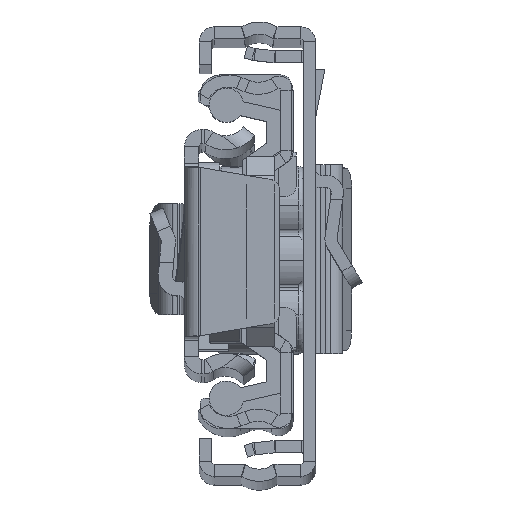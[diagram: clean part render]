
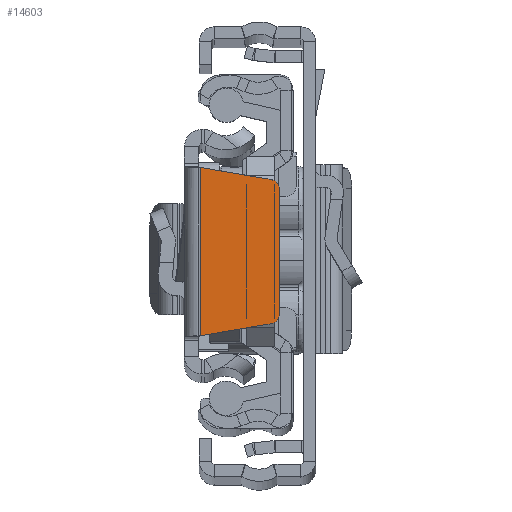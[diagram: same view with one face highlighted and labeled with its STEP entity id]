
A CAD part, top view. The second image highlights one B-rep face of the part: STEP entity #14603.
In plain terms, the highlighted planar face has unit normal (0, 0, 1).
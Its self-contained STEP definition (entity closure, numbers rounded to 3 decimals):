
#444 = VECTOR ( 'NONE', #21338, 1000. ) ;
#1035 = CARTESIAN_POINT ( 'NONE',  ( 1.6, 8.333, 0. ) ) ;
#1603 = EDGE_CURVE ( 'NONE', #10239, #10282, #2102, .T. ) ;
#1853 = CARTESIAN_POINT ( 'NONE',  ( 9.4, -6.156, 0. ) ) ;
#1875 = LINE ( 'NONE', #6914, #444 ) ;
#1986 = EDGE_CURVE ( 'NONE', #13706, #21004, #3666, .T. ) ;
#2027 = VECTOR ( 'NONE', #5043, 1000. ) ;
#2031 = ORIENTED_EDGE ( 'NONE', *, *, #18616, .T. ) ;
#2080 = DIRECTION ( 'NONE',  ( 1., 0., 0. ) ) ;
#2102 = LINE ( 'NONE', #5396, #16233 ) ;
#2436 = EDGE_CURVE ( 'NONE', #21004, #7768, #20272, .T. ) ;
#2873 = ORIENTED_EDGE ( 'NONE', *, *, #1986, .T. ) ;
#3206 = CARTESIAN_POINT ( 'NONE',  ( 8.4, 6.156, 0. ) ) ;
#3666 = CIRCLE ( 'NONE', #15895, 1. ) ;
#3681 = PLANE ( 'NONE',  #10402 ) ;
#4401 = CARTESIAN_POINT ( 'NONE',  ( 9.4, 6.156, 0. ) ) ;
#4959 = DIRECTION ( 'NONE',  ( 1., 0., 0. ) ) ;
#5043 = DIRECTION ( 'NONE',  ( -0.986, 0.168, 0. ) ) ;
#5241 = VERTEX_POINT ( 'NONE', #8204 ) ;
#5396 = CARTESIAN_POINT ( 'NONE',  ( 1.6, -8.333, 0. ) ) ;
#5731 = EDGE_LOOP ( 'NONE', ( #8155, #2031, #2873, #19142, #8009, #19315 ) ) ;
#6914 = CARTESIAN_POINT ( 'NONE',  ( 8.568, -7.142, 0. ) ) ;
#7768 = VERTEX_POINT ( 'NONE', #4401 ) ;
#8009 = ORIENTED_EDGE ( 'NONE', *, *, #15315, .T. ) ;
#8155 = ORIENTED_EDGE ( 'NONE', *, *, #1603, .T. ) ;
#8204 = CARTESIAN_POINT ( 'NONE',  ( 8.568, 7.142, 0. ) ) ;
#8323 = CARTESIAN_POINT ( 'NONE',  ( 8.568, -7.142, 0. ) ) ;
#8701 = DIRECTION ( 'NONE',  ( 1., 0., 0. ) ) ;
#9480 = CARTESIAN_POINT ( 'NONE',  ( 1.6, -8.333, 0. ) ) ;
#10239 = VERTEX_POINT ( 'NONE', #1035 ) ;
#10282 = VERTEX_POINT ( 'NONE', #9480 ) ;
#10359 = DIRECTION ( 'NONE',  ( 0., 0., -1. ) ) ;
#10402 = AXIS2_PLACEMENT_3D ( 'NONE', #20044, #10359, #8701 ) ;
#12093 = CIRCLE ( 'NONE', #16680, 1. ) ;
#13345 = CARTESIAN_POINT ( 'NONE',  ( 1.5, 8.35, 0. ) ) ;
#13706 = VERTEX_POINT ( 'NONE', #8323 ) ;
#13782 = CARTESIAN_POINT ( 'NONE',  ( 8.4, -6.156, 0. ) ) ;
#13893 = DIRECTION ( 'NONE',  ( 0., 0., 1. ) ) ;
#14603 = ADVANCED_FACE ( 'NONE', ( #17045 ), #3681, .F. ) ;
#15093 = DIRECTION ( 'NONE',  ( 0., 1., 0. ) ) ;
#15260 = VECTOR ( 'NONE', #15093, 1000. ) ;
#15315 = EDGE_CURVE ( 'NONE', #7768, #5241, #12093, .T. ) ;
#15413 = CARTESIAN_POINT ( 'NONE',  ( 9.4, 6.156, 0. ) ) ;
#15895 = AXIS2_PLACEMENT_3D ( 'NONE', #13782, #13893, #2080 ) ;
#16233 = VECTOR ( 'NONE', #16899, 1000. ) ;
#16680 = AXIS2_PLACEMENT_3D ( 'NONE', #3206, #17193, #4959 ) ;
#16785 = EDGE_CURVE ( 'NONE', #5241, #10239, #18087, .T. ) ;
#16899 = DIRECTION ( 'NONE',  ( 0., -1., 0. ) ) ;
#17045 = FACE_OUTER_BOUND ( 'NONE', #5731, .T. ) ;
#17193 = DIRECTION ( 'NONE',  ( 0., 0., 1. ) ) ;
#18087 = LINE ( 'NONE', #13345, #2027 ) ;
#18616 = EDGE_CURVE ( 'NONE', #10282, #13706, #1875, .T. ) ;
#19142 = ORIENTED_EDGE ( 'NONE', *, *, #2436, .T. ) ;
#19315 = ORIENTED_EDGE ( 'NONE', *, *, #16785, .T. ) ;
#20044 = CARTESIAN_POINT ( 'NONE',  ( 8.4, 6.156, 0. ) ) ;
#20272 = LINE ( 'NONE', #15413, #15260 ) ;
#21004 = VERTEX_POINT ( 'NONE', #1853 ) ;
#21338 = DIRECTION ( 'NONE',  ( 0.986, 0.168, 0. ) ) ;
